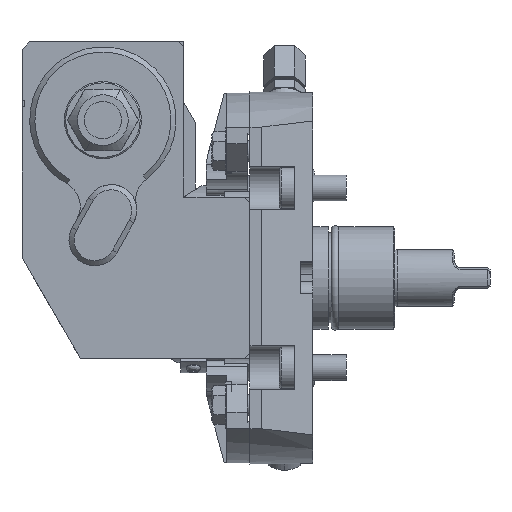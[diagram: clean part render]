
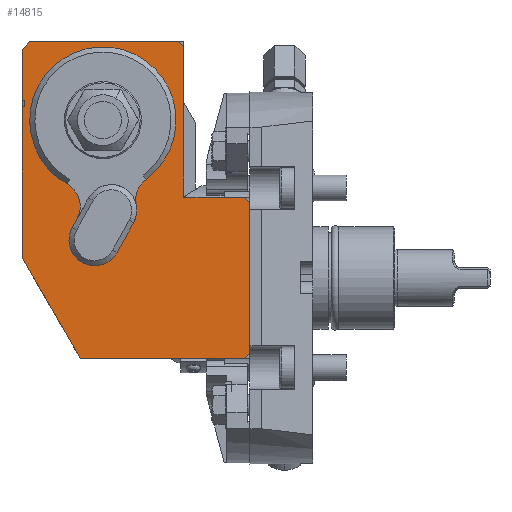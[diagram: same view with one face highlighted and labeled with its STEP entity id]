
A CAD part, front view. The second image highlights one B-rep face of the part: STEP entity #14815.
In plain terms, the highlighted planar face has unit normal (0, -1, 0).
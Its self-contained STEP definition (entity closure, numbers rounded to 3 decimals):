
#725=DIRECTION('',(-0.707,0.,-0.707));
#726=VECTOR('',#725,2.828);
#727=CARTESIAN_POINT('',(-24.5,-95.,-29.5));
#728=LINE('',#727,#726);
#961=DIRECTION('',(0.707,0.,-0.707));
#962=VECTOR('',#961,2.828);
#963=CARTESIAN_POINT('',(-26.5,-95.,31.5));
#964=LINE('',#963,#962);
#969=DIRECTION('',(-0.707,0.,-0.707));
#970=VECTOR('',#969,4.243);
#971=CARTESIAN_POINT('',(-110.216,-95.,91.943));
#972=LINE('',#971,#970);
#973=DIRECTION('',(-1.,0.,0.));
#974=VECTOR('',#973,58.);
#975=CARTESIAN_POINT('',(-52.216,-95.,91.943));
#976=LINE('',#975,#974);
#977=DIRECTION('',(0.,0.,1.));
#978=VECTOR('',#977,58.443);
#979=CARTESIAN_POINT('',(-50.216,-95.,31.5));
#980=LINE('',#979,#978);
#981=DIRECTION('',(-1.,0.,0.));
#982=VECTOR('',#981,23.716);
#983=CARTESIAN_POINT('',(-26.5,-95.,31.5));
#984=LINE('',#983,#982);
#985=DIRECTION('',(0.,0.,1.));
#986=VECTOR('',#985,59.);
#987=CARTESIAN_POINT('',(-24.5,-95.,-29.5));
#988=LINE('',#987,#986);
#989=DIRECTION('',(1.,0.,0.));
#990=VECTOR('',#989,63.911);
#991=CARTESIAN_POINT('',(-90.411,-95.,-31.5));
#992=LINE('',#991,#990);
#993=DIRECTION('',(0.5,0.,-0.866));
#994=VECTOR('',#993,45.611);
#995=CARTESIAN_POINT('',(-113.216,-95.,8.));
#996=LINE('',#995,#994);
#997=DIRECTION('',(0.,0.,-1.));
#998=VECTOR('',#997,80.943);
#999=CARTESIAN_POINT('',(-113.216,-95.,88.943));
#1000=LINE('',#999,#998);
#1001=CARTESIAN_POINT('',(-58.928,-95.,30.412));
#1002=DIRECTION('',(0.,-1.,0.));
#1003=DIRECTION('',(-0.592,0.,0.806));
#1004=AXIS2_PLACEMENT_3D('',#1001,#1002,#1003);
#1006=CARTESIAN_POINT('',(-100.521,-95.,27.848));
#1007=DIRECTION('',(0.,-1.,0.));
#1008=DIRECTION('',(0.874,0.,-0.485));
#1009=AXIS2_PLACEMENT_3D('',#1006,#1007,#1008);
#1011=DIRECTION('',(-0.485,0.,-0.874));
#1012=VECTOR('',#1011,3.909);
#1013=CARTESIAN_POINT('',(-91.776,-95.,22.997));
#1014=LINE('',#1013,#1012);
#1015=CARTESIAN_POINT('',(-84.927,-95.,14.728));
#1016=DIRECTION('',(0.,-1.,0.));
#1017=DIRECTION('',(-0.874,0.,0.485));
#1018=AXIS2_PLACEMENT_3D('',#1015,#1016,#1017);
#1020=DIRECTION('',(0.485,0.,0.874));
#1021=VECTOR('',#1020,13.245);
#1022=CARTESIAN_POINT('',(-76.182,-95.,9.878));
#1023=LINE('',#1022,#1021);
#1024=CARTESIAN_POINT('',(-78.503,-95.,26.31));
#1025=DIRECTION('',(0.,-1.,0.));
#1026=DIRECTION('',(0.874,0.,-0.485));
#1027=AXIS2_PLACEMENT_3D('',#1024,#1025,#1026);
#1033=DIRECTION('',(0.707,0.,-0.707));
#1034=VECTOR('',#1033,2.828);
#1035=CARTESIAN_POINT('',(-52.216,-95.,91.943));
#1036=LINE('',#1035,#1034);
#1166=CARTESIAN_POINT('',(-81.716,-95.,61.443));
#1167=DIRECTION('',(0.,1.,0.));
#1168=DIRECTION('',(-0.488,0.,-0.873));
#1169=AXIS2_PLACEMENT_3D('',#1166,#1167,#1168);
#13524=CARTESIAN_POINT('',(-113.216,-95.,8.));
#13525=CARTESIAN_POINT('',(-90.411,-95.,-31.5));
#13526=VERTEX_POINT('',#13524);
#13527=VERTEX_POINT('',#13525);
#13528=CARTESIAN_POINT('',(-93.672,-95.,19.579));
#13529=CARTESIAN_POINT('',(-76.182,-95.,9.878));
#13530=VERTEX_POINT('',#13528);
#13531=VERTEX_POINT('',#13529);
#13532=CARTESIAN_POINT('',(-69.758,-95.,21.46));
#13533=VERTEX_POINT('',#13532);
#13550=CARTESIAN_POINT('',(-24.5,-95.,-29.5));
#13551=CARTESIAN_POINT('',(-26.5,-95.,-31.5));
#13552=VERTEX_POINT('',#13550);
#13553=VERTEX_POINT('',#13551);
#13554=CARTESIAN_POINT('',(-26.5,-95.,31.5));
#13555=CARTESIAN_POINT('',(-24.5,-95.,29.5));
#13556=VERTEX_POINT('',#13554);
#13557=VERTEX_POINT('',#13555);
#13558=CARTESIAN_POINT('',(-52.216,-95.,91.943));
#13559=CARTESIAN_POINT('',(-50.216,-95.,89.943));
#13560=VERTEX_POINT('',#13558);
#13561=VERTEX_POINT('',#13559);
#13562=CARTESIAN_POINT('',(-50.216,-95.,31.5));
#13563=VERTEX_POINT('',#13562);
#13564=CARTESIAN_POINT('',(-64.847,-95.,38.472));
#13565=CARTESIAN_POINT('',(-68.715,-95.,28.361));
#13566=VERTEX_POINT('',#13564);
#13567=VERTEX_POINT('',#13565);
#13568=CARTESIAN_POINT('',(-91.776,-95.,22.997));
#13569=CARTESIAN_POINT('',(-95.636,-95.,36.574));
#13570=VERTEX_POINT('',#13568);
#13571=VERTEX_POINT('',#13569);
#13590=CARTESIAN_POINT('',(-110.216,-95.,91.943));
#13591=CARTESIAN_POINT('',(-113.216,-95.,88.943));
#13592=VERTEX_POINT('',#13590);
#13593=VERTEX_POINT('',#13591);
#14780=CARTESIAN_POINT('',(-55.,-95.,0.));
#14781=DIRECTION('',(0.,-1.,0.));
#14782=DIRECTION('',(0.,0.,1.));
#14783=AXIS2_PLACEMENT_3D('',#14780,#14781,#14782);
#14784=PLANE('',#14783);
#14785=ORIENTED_EDGE('',*,*,#14654,.F.);
#14786=ORIENTED_EDGE('',*,*,#14671,.F.);
#14788=ORIENTED_EDGE('',*,*,#14787,.T.);
#14789=ORIENTED_EDGE('',*,*,#14708,.F.);
#14790=ORIENTED_EDGE('',*,*,#14724,.F.);
#14791=ORIENTED_EDGE('',*,*,#14774,.T.);
#14792=ORIENTED_EDGE('',*,*,#14469,.F.);
#14793=ORIENTED_EDGE('',*,*,#14534,.T.);
#14794=ORIENTED_EDGE('',*,*,#14547,.F.);
#14795=ORIENTED_EDGE('',*,*,#14564,.F.);
#14796=ORIENTED_EDGE('',*,*,#14585,.F.);
#14797=EDGE_LOOP('',(#14785,#14786,#14788,#14789,#14790,#14791,#14792,#14793,
#14794,#14795,#14796));
#14798=FACE_OUTER_BOUND('',#14797,.F.);
#14800=ORIENTED_EDGE('',*,*,#14799,.F.);
#14802=ORIENTED_EDGE('',*,*,#14801,.F.);
#14804=ORIENTED_EDGE('',*,*,#14803,.F.);
#14806=ORIENTED_EDGE('',*,*,#14805,.T.);
#14808=ORIENTED_EDGE('',*,*,#14807,.T.);
#14810=ORIENTED_EDGE('',*,*,#14809,.T.);
#14812=ORIENTED_EDGE('',*,*,#14811,.T.);
#14813=EDGE_LOOP('',(#14800,#14802,#14804,#14806,#14808,#14810,#14812));
#14814=FACE_BOUND('',#14813,.F.);
#14815=ADVANCED_FACE('',(#14798,#14814),#14784,.T.);
#1005=CIRCLE('',#1004,10.);
#1010=CIRCLE('',#1009,10.);
#1019=CIRCLE('',#1018,10.);
#1028=CIRCLE('',#1027,10.);
#1170=CIRCLE('',#1169,28.5);
#14469=EDGE_CURVE('',#13552,#13557,#988,.T.);
#14534=EDGE_CURVE('',#13552,#13553,#728,.T.);
#14547=EDGE_CURVE('',#13527,#13553,#992,.T.);
#14564=EDGE_CURVE('',#13526,#13527,#996,.T.);
#14585=EDGE_CURVE('',#13593,#13526,#1000,.T.);
#14654=EDGE_CURVE('',#13592,#13593,#972,.T.);
#14671=EDGE_CURVE('',#13560,#13592,#976,.T.);
#14708=EDGE_CURVE('',#13563,#13561,#980,.T.);
#14724=EDGE_CURVE('',#13556,#13563,#984,.T.);
#14774=EDGE_CURVE('',#13556,#13557,#964,.T.);
#14787=EDGE_CURVE('',#13560,#13561,#1036,.T.);
#14799=EDGE_CURVE('',#13566,#13567,#1005,.T.);
#14801=EDGE_CURVE('',#13571,#13566,#1170,.T.);
#14803=EDGE_CURVE('',#13570,#13571,#1010,.T.);
#14805=EDGE_CURVE('',#13570,#13530,#1014,.T.);
#14807=EDGE_CURVE('',#13530,#13531,#1019,.T.);
#14809=EDGE_CURVE('',#13531,#13533,#1023,.T.);
#14811=EDGE_CURVE('',#13533,#13567,#1028,.T.);
